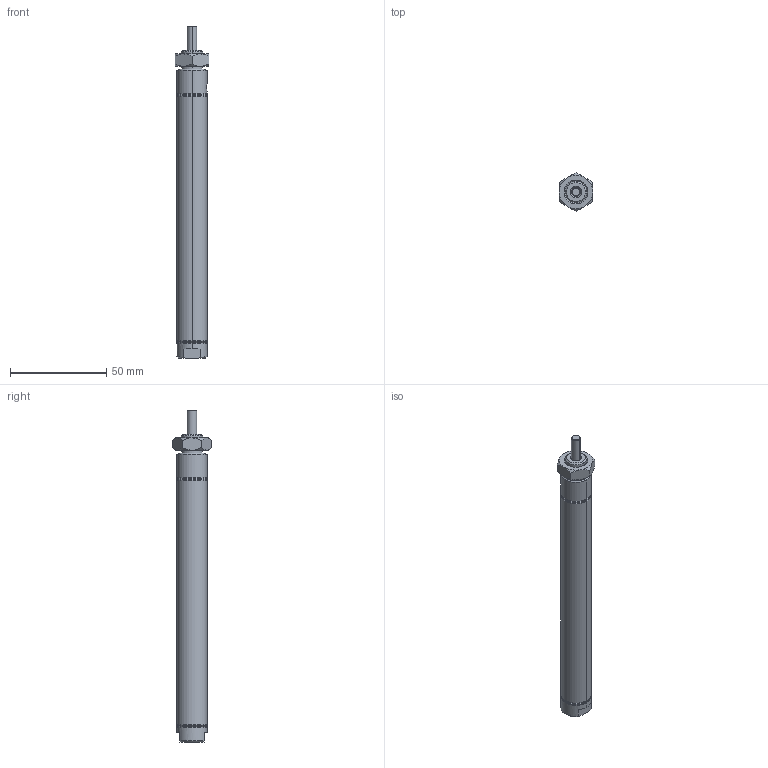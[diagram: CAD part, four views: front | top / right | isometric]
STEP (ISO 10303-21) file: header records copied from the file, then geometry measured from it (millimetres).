
FILE_DESCRIPTION (( 'STEP AP214' ), '1' );
FILE_NAME ('A09040DN.step', '2017-04-04T21:13:01', ( '' ), ( '' ), 'SwSTEP 2.0', 'SolidWorks 2017', '' );
FILE_SCHEMA (( 'AUTOMOTIVE_DESIGN' ));
Length unit declared in the file: inch
Products named in the file (4): A09040DN_Mounting Nut_D-154; A09040DN-Rod; A09040DN-MainBody; A09040DN
Assembly tree (3 placements, depth 2):
  A09040DN
    A09040DN-MainBody
    A09040DN-Rod
    A09040DN_Mounting Nut_D-154
Bounding box: 17.53 x 20.24 x 172.21 mm (x, y, z)
Volume: 16385.2 mm3; surface area: 18219.4 mm2
Topology: 3 solids, 3 shells, 100 faces, 210 edges, 128 vertices
Faces by surface type: cone 38, cylinder 34, plane 28
Entity records: 3094 total; most frequent: CARTESIAN_POINT 744, DIRECTION 496, ORIENTED_EDGE 420, AXIS2_PLACEMENT_3D 212, EDGE_CURVE 210, VERTEX_POINT 128, EDGE_LOOP 118, CIRCLE 106
